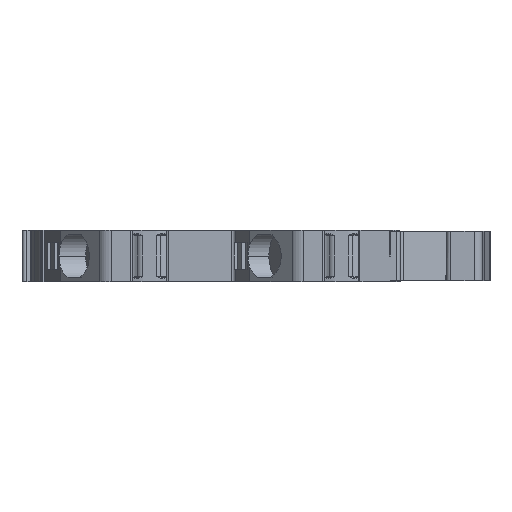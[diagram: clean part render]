
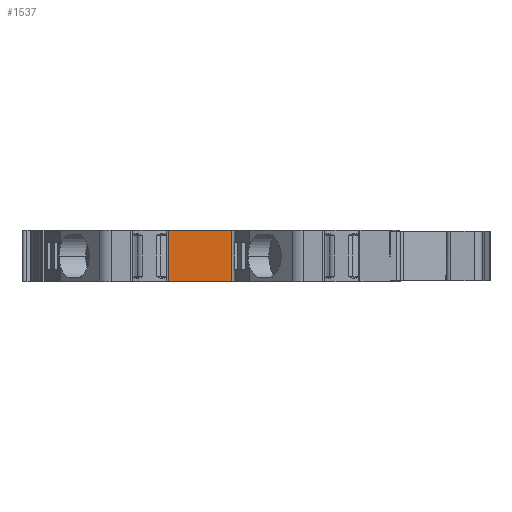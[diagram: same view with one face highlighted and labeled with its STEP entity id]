
A CAD part, left-side view. The second image highlights one B-rep face of the part: STEP entity #1537.
In plain terms, the highlighted planar face has unit normal (-1, 0, 0).
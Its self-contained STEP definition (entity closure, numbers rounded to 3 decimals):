
#1104 = EDGE_CURVE ( 'NONE', #22545, #22504, #14267, .T. ) ;
#1128 = EDGE_CURVE ( 'NONE', #22463, #22467, #14427, .T. ) ;
#1233 = EDGE_CURVE ( 'NONE', #22467, #22545, #14392, .T. ) ;
#1249 = EDGE_CURVE ( 'NONE', #22504, #22463, #14487, .T. ) ;
#1537 = ADVANCED_FACE ( 'NONE', ( #5583 ), #5581, .T. ) ;
#5581 = PLANE ( 'NONE',  #10252 ) ;
#5583 = FACE_OUTER_BOUND ( 'NONE', #23203, .T. ) ;
#5584 = DIRECTION ( 'NONE',  ( -1., 0., 0. ) ) ;
#5586 = DIRECTION ( 'NONE',  ( 0., 0., 1. ) ) ;
#5623 = CARTESIAN_POINT ( 'NONE',  ( 455.453, -394.097, -153.475 ) ) ;
#10252 = AXIS2_PLACEMENT_3D ( 'NONE', #5623, #5584, #5586 ) ;
#12851 = CARTESIAN_POINT ( 'NONE',  ( 455.453, -314.333, -53.65 ) ) ;
#12868 = CARTESIAN_POINT ( 'NONE',  ( 455.453, -314.333, -60.35 ) ) ;
#12903 = CARTESIAN_POINT ( 'NONE',  ( 455.453, -322.645, -53.65 ) ) ;
#13062 = CARTESIAN_POINT ( 'NONE',  ( 455.453, -322.645, -60.35 ) ) ;
#14267 = LINE ( 'NONE', #14328, #26719 ) ;
#14325 = DIRECTION ( 'NONE',  ( 0., 0., 1. ) ) ;
#14328 = CARTESIAN_POINT ( 'NONE',  ( 455.453, -322.645, -153.475 ) ) ;
#14392 = LINE ( 'NONE', #14425, #26285 ) ;
#14394 = DIRECTION ( 'NONE',  ( 0., -1., 0. ) ) ;
#14425 = CARTESIAN_POINT ( 'NONE',  ( 455.453, -394.097, -60.35 ) ) ;
#14427 = LINE ( 'NONE', #14481, #26743 ) ;
#14481 = CARTESIAN_POINT ( 'NONE',  ( 455.453, -314.333, -153.475 ) ) ;
#14487 = LINE ( 'NONE', #14533, #26327 ) ;
#14511 = DIRECTION ( 'NONE',  ( 0., 0., -1. ) ) ;
#14533 = CARTESIAN_POINT ( 'NONE',  ( 455.453, -394.097, -53.65 ) ) ;
#14587 = DIRECTION ( 'NONE',  ( 0., 1., 0. ) ) ;
#22463 = VERTEX_POINT ( 'NONE', #12851 ) ;
#22467 = VERTEX_POINT ( 'NONE', #12868 ) ;
#22504 = VERTEX_POINT ( 'NONE', #12903 ) ;
#22545 = VERTEX_POINT ( 'NONE', #13062 ) ;
#23203 = EDGE_LOOP ( 'NONE', ( #25400, #25640, #25536, #25548 ) ) ;
#25400 = ORIENTED_EDGE ( 'NONE', *, *, #1104, .T. ) ;
#25536 = ORIENTED_EDGE ( 'NONE', *, *, #1128, .T. ) ;
#25548 = ORIENTED_EDGE ( 'NONE', *, *, #1233, .T. ) ;
#25640 = ORIENTED_EDGE ( 'NONE', *, *, #1249, .T. ) ;
#26285 = VECTOR ( 'NONE', #14394, 1000. ) ;
#26327 = VECTOR ( 'NONE', #14587, 1000. ) ;
#26719 = VECTOR ( 'NONE', #14325, 1000. ) ;
#26743 = VECTOR ( 'NONE', #14511, 1000. ) ;
